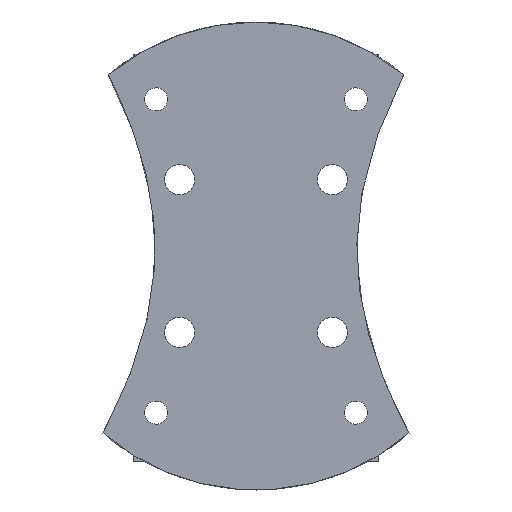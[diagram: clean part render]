
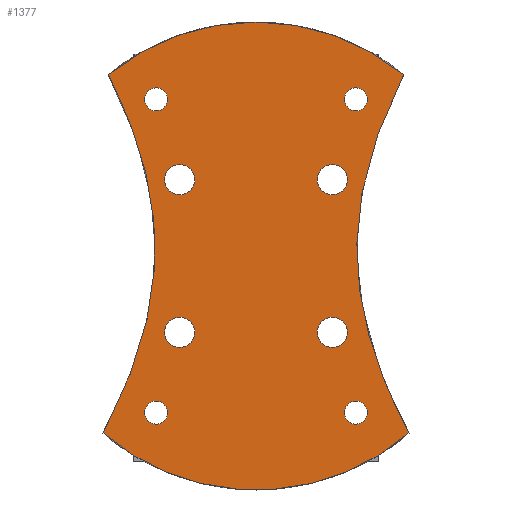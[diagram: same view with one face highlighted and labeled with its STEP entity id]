
A CAD part, front view. The second image highlights one B-rep face of the part: STEP entity #1377.
In plain terms, the highlighted planar face has unit normal (0, -1, 0).
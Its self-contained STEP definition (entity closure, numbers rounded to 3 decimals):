
#59=FACE_BOUND('',#324,.T.);
#60=FACE_BOUND('',#325,.T.);
#61=FACE_BOUND('',#326,.T.);
#62=FACE_BOUND('',#327,.T.);
#63=FACE_BOUND('',#328,.T.);
#64=FACE_BOUND('',#329,.T.);
#65=FACE_BOUND('',#330,.T.);
#66=FACE_BOUND('',#331,.T.);
#108=CIRCLE('',#1500,32.5);
#109=CIRCLE('',#1501,32.5);
#110=CIRCLE('',#1502,2.1);
#111=CIRCLE('',#1503,2.1);
#112=CIRCLE('',#1504,2.1);
#113=CIRCLE('',#1505,2.1);
#114=CIRCLE('',#1506,1.6);
#115=CIRCLE('',#1507,1.6);
#116=CIRCLE('',#1508,1.6);
#117=CIRCLE('',#1509,1.6);
#165=PLANE('',#1499);
#229=FACE_OUTER_BOUND('',#323,.T.);
#323=EDGE_LOOP('',(#1176,#1177,#1178,#1179));
#324=EDGE_LOOP('',(#1180));
#325=EDGE_LOOP('',(#1181));
#326=EDGE_LOOP('',(#1182));
#327=EDGE_LOOP('',(#1183));
#328=EDGE_LOOP('',(#1184));
#329=EDGE_LOOP('',(#1185));
#330=EDGE_LOOP('',(#1186));
#331=EDGE_LOOP('',(#1187));
#567=(
BOUNDED_CURVE()
B_SPLINE_CURVE(5,(#2467,#2468,#2469,#2470,#2471,#2472,#2473,#2474,#2475,
#2476,#2477,#2478,#2479,#2480,#2481),.UNSPECIFIED.,.F.,.F.)
B_SPLINE_CURVE_WITH_KNOTS((6,1,1,1,1,1,1,1,1,1,6),(0.,0.1,0.2,0.3,0.4,0.5,
0.6,0.7,0.8,0.9,1.),.UNSPECIFIED.)
CURVE()
GEOMETRIC_REPRESENTATION_ITEM()
RATIONAL_B_SPLINE_CURVE((1.,1.,1.,1.,1.,1.,1.,1.,1.,1.,1.,1.,1.,1.,1.))
REPRESENTATION_ITEM('')
);
#572=(
BOUNDED_CURVE()
B_SPLINE_CURVE(5,(#2707,#2708,#2709,#2710,#2711,#2712,#2713,#2714,#2715,
#2716,#2717,#2718,#2719,#2720,#2721),.UNSPECIFIED.,.F.,.F.)
B_SPLINE_CURVE_WITH_KNOTS((6,1,1,1,1,1,1,1,1,1,6),(-1.,-0.9,-0.8,-0.7,-0.6,
-0.5,-0.4,-0.3,-0.2,-0.1,0.),.UNSPECIFIED.)
CURVE()
GEOMETRIC_REPRESENTATION_ITEM()
RATIONAL_B_SPLINE_CURVE((1.,1.,1.,1.,1.,1.,1.,1.,1.,1.,1.,1.,1.,1.,1.))
REPRESENTATION_ITEM('')
);
#667=VERTEX_POINT('',#2464);
#668=VERTEX_POINT('',#2466);
#686=VERTEX_POINT('',#2704);
#687=VERTEX_POINT('',#2706);
#700=VERTEX_POINT('',#2777);
#701=VERTEX_POINT('',#2779);
#702=VERTEX_POINT('',#2781);
#703=VERTEX_POINT('',#2783);
#704=VERTEX_POINT('',#2785);
#705=VERTEX_POINT('',#2787);
#706=VERTEX_POINT('',#2789);
#707=VERTEX_POINT('',#2791);
#831=EDGE_CURVE('',#667,#668,#567,.T.);
#850=EDGE_CURVE('',#686,#687,#572,.T.);
#869=EDGE_CURVE('',#687,#667,#108,.T.);
#870=EDGE_CURVE('',#668,#686,#109,.T.);
#871=EDGE_CURVE('',#700,#700,#110,.T.);
#872=EDGE_CURVE('',#701,#701,#111,.T.);
#873=EDGE_CURVE('',#702,#702,#112,.T.);
#874=EDGE_CURVE('',#703,#703,#113,.T.);
#875=EDGE_CURVE('',#704,#704,#114,.T.);
#876=EDGE_CURVE('',#705,#705,#115,.T.);
#877=EDGE_CURVE('',#706,#706,#116,.T.);
#878=EDGE_CURVE('',#707,#707,#117,.T.);
#1176=ORIENTED_EDGE('',*,*,#831,.F.);
#1177=ORIENTED_EDGE('',*,*,#869,.F.);
#1178=ORIENTED_EDGE('',*,*,#850,.F.);
#1179=ORIENTED_EDGE('',*,*,#870,.F.);
#1180=ORIENTED_EDGE('',*,*,#871,.F.);
#1181=ORIENTED_EDGE('',*,*,#872,.F.);
#1182=ORIENTED_EDGE('',*,*,#873,.F.);
#1183=ORIENTED_EDGE('',*,*,#874,.F.);
#1184=ORIENTED_EDGE('',*,*,#875,.F.);
#1185=ORIENTED_EDGE('',*,*,#876,.F.);
#1186=ORIENTED_EDGE('',*,*,#877,.F.);
#1187=ORIENTED_EDGE('',*,*,#878,.F.);
#1377=ADVANCED_FACE('',(#229,#59,#60,#61,#62,#63,#64,#65,#66),#165,.F.);
#1499=AXIS2_PLACEMENT_3D('',#2774,#1777,#1778);
#1500=AXIS2_PLACEMENT_3D('',#2775,#1779,#1780);
#1501=AXIS2_PLACEMENT_3D('',#2776,#1781,#1782);
#1502=AXIS2_PLACEMENT_3D('',#2778,#1783,#1784);
#1503=AXIS2_PLACEMENT_3D('',#2780,#1785,#1786);
#1504=AXIS2_PLACEMENT_3D('',#2782,#1787,#1788);
#1505=AXIS2_PLACEMENT_3D('',#2784,#1789,#1790);
#1506=AXIS2_PLACEMENT_3D('',#2786,#1791,#1792);
#1507=AXIS2_PLACEMENT_3D('',#2788,#1793,#1794);
#1508=AXIS2_PLACEMENT_3D('',#2790,#1795,#1796);
#1509=AXIS2_PLACEMENT_3D('',#2792,#1797,#1798);
#1777=DIRECTION('center_axis',(0.,1.,0.));
#1778=DIRECTION('ref_axis',(-1.,0.,0.));
#1779=DIRECTION('center_axis',(0.,1.,0.));
#1780=DIRECTION('ref_axis',(-1.,0.,0.));
#1781=DIRECTION('center_axis',(0.,1.,0.));
#1782=DIRECTION('ref_axis',(-1.,0.,0.));
#1783=DIRECTION('center_axis',(0.,-1.,0.));
#1784=DIRECTION('ref_axis',(0.,0.,1.));
#1785=DIRECTION('center_axis',(0.,-1.,0.));
#1786=DIRECTION('ref_axis',(0.,0.,1.));
#1787=DIRECTION('center_axis',(0.,-1.,0.));
#1788=DIRECTION('ref_axis',(0.,0.,1.));
#1789=DIRECTION('center_axis',(0.,-1.,0.));
#1790=DIRECTION('ref_axis',(0.,0.,1.));
#1791=DIRECTION('center_axis',(0.,-1.,0.));
#1792=DIRECTION('ref_axis',(1.,0.,0.));
#1793=DIRECTION('center_axis',(0.,-1.,0.));
#1794=DIRECTION('ref_axis',(1.,0.,0.));
#1795=DIRECTION('center_axis',(0.,-1.,0.));
#1796=DIRECTION('ref_axis',(1.,0.,0.));
#1797=DIRECTION('center_axis',(0.,-1.,0.));
#1798=DIRECTION('ref_axis',(1.,0.,0.));
#2464=CARTESIAN_POINT('',(-21.251,-18.,-2.089));
#2466=CARTESIAN_POINT('',(-20.539,-18.,47.687));
#2467=CARTESIAN_POINT('Ctrl Pts',(-21.251,-18.,-2.089));
#2468=CARTESIAN_POINT('Ctrl Pts',(-20.715,-18.,-1.089));
#2469=CARTESIAN_POINT('Ctrl Pts',(-19.688,-18.,0.912));
#2470=CARTESIAN_POINT('Ctrl Pts',(-18.284,-18.,3.912));
#2471=CARTESIAN_POINT('Ctrl Pts',(-16.69,-18.,7.909));
#2472=CARTESIAN_POINT('Ctrl Pts',(-15.19,-18.,12.901));
#2473=CARTESIAN_POINT('Ctrl Pts',(-14.229,-18.,17.887));
#2474=CARTESIAN_POINT('Ctrl Pts',(-13.85,-18.,22.868));
#2475=CARTESIAN_POINT('Ctrl Pts',(-14.08,-18.,27.843));
#2476=CARTESIAN_POINT('Ctrl Pts',(-14.894,-18.,32.812));
#2477=CARTESIAN_POINT('Ctrl Pts',(-16.251,-18.,37.775));
#2478=CARTESIAN_POINT('Ctrl Pts',(-17.734,-18.,41.742));
#2479=CARTESIAN_POINT('Ctrl Pts',(-19.056,-18.,44.716));
#2480=CARTESIAN_POINT('Ctrl Pts',(-20.03,-18.,46.697));
#2481=CARTESIAN_POINT('Ctrl Pts',(-20.539,-18.,47.687));
#2704=CARTESIAN_POINT('',(20.539,-18.,47.687));
#2706=CARTESIAN_POINT('',(21.251,-18.,-2.089));
#2707=CARTESIAN_POINT('Ctrl Pts',(20.539,-18.,47.687));
#2708=CARTESIAN_POINT('Ctrl Pts',(20.03,-18.,46.697));
#2709=CARTESIAN_POINT('Ctrl Pts',(19.056,-18.,44.716));
#2710=CARTESIAN_POINT('Ctrl Pts',(17.734,-18.,41.742));
#2711=CARTESIAN_POINT('Ctrl Pts',(16.251,-18.,37.775));
#2712=CARTESIAN_POINT('Ctrl Pts',(14.894,-18.,32.812));
#2713=CARTESIAN_POINT('Ctrl Pts',(14.08,-18.,27.843));
#2714=CARTESIAN_POINT('Ctrl Pts',(13.85,-18.,22.868));
#2715=CARTESIAN_POINT('Ctrl Pts',(14.229,-18.,17.887));
#2716=CARTESIAN_POINT('Ctrl Pts',(15.19,-18.,12.901));
#2717=CARTESIAN_POINT('Ctrl Pts',(16.69,-18.,7.909));
#2718=CARTESIAN_POINT('Ctrl Pts',(18.284,-18.,3.912));
#2719=CARTESIAN_POINT('Ctrl Pts',(19.688,-18.,0.912));
#2720=CARTESIAN_POINT('Ctrl Pts',(20.715,-18.,-1.089));
#2721=CARTESIAN_POINT('Ctrl Pts',(21.251,-18.,-2.089));
#2774=CARTESIAN_POINT('Origin',(0.,-18.,22.5));
#2775=CARTESIAN_POINT('Origin',(0.,-18.,22.5));
#2776=CARTESIAN_POINT('Origin',(0.,-18.,22.5));
#2777=CARTESIAN_POINT('',(-10.607,-18.,9.793));
#2778=CARTESIAN_POINT('Origin',(-10.607,-18.,11.893));
#2779=CARTESIAN_POINT('',(10.607,-18.,31.007));
#2780=CARTESIAN_POINT('Origin',(10.607,-18.,33.107));
#2781=CARTESIAN_POINT('',(-10.607,-18.,31.007));
#2782=CARTESIAN_POINT('Origin',(-10.607,-18.,33.107));
#2783=CARTESIAN_POINT('',(10.607,-18.,9.793));
#2784=CARTESIAN_POINT('Origin',(10.607,-18.,11.893));
#2785=CARTESIAN_POINT('',(-15.469,-18.,44.25));
#2786=CARTESIAN_POINT('Origin',(-13.869,-18.,44.25));
#2787=CARTESIAN_POINT('',(-15.469,-18.,0.75));
#2788=CARTESIAN_POINT('Origin',(-13.869,-18.,0.75));
#2789=CARTESIAN_POINT('',(12.269,-18.,44.25));
#2790=CARTESIAN_POINT('Origin',(13.869,-18.,44.25));
#2791=CARTESIAN_POINT('',(12.269,-18.,0.75));
#2792=CARTESIAN_POINT('Origin',(13.869,-18.,0.75));
